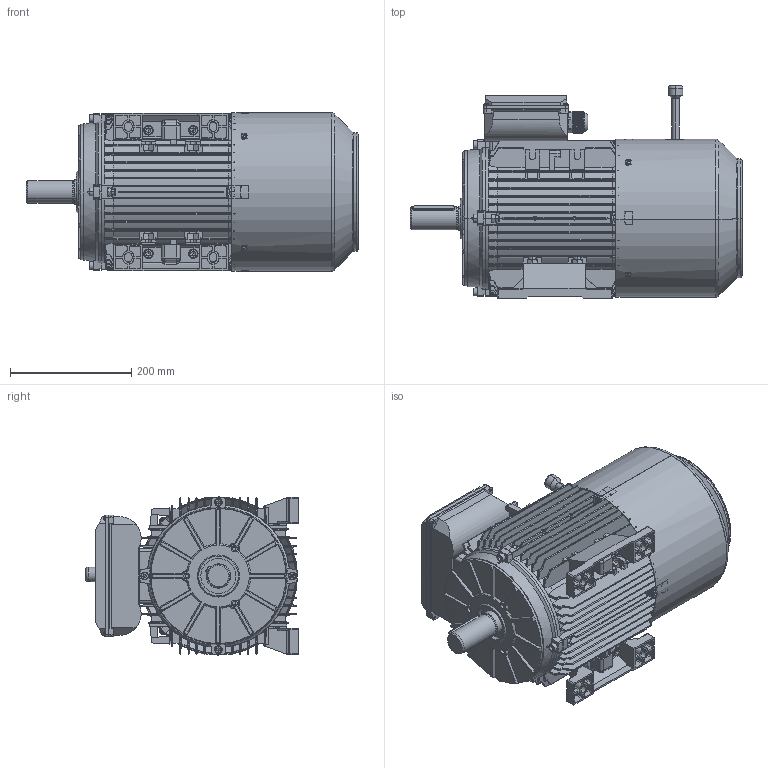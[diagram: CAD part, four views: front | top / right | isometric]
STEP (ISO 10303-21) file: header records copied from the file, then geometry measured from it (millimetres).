
FILE_DESCRIPTION (( 'STEP AP203' ), '1' );
FILE_NAME ('TB132S B3(ML諉盄碟ｊ倰).STEP', '2021-12-02T07:43:06', ( '' ), ( '' ), 'SwSTEP 2.0', 'SolidWorks 2014', '' );
FILE_SCHEMA (( 'CONFIG_CONTROL_DESIGN' ));
Products named in the file (19): TA132ヶ裔1; ML112諉盄碟蚾饜极; Cross recessed thread forming screws GB_GB_CROSS_SCREWS_TYPE138 M5X12-N; Plain parallel keys_GB_CONNECTING_PIECE_KEYS_CSK 10X70; Hexagon nuts grade C GB_GB_FASTENER_NUT_SNC1 M8-N; ML100-ML112諉盄碟釱(臏); TB132S蛌粣; TB132瑞欶; TB132S B3(ML諉盄碟ｊ倰); Hexagon socket head cap screws GB_GB_FASTENER_SCREWS_HSHCS M10X30-N; 112-132堤盄蹟杶; T132S儂褲; Hexagon nuts grade C GB_GB_FASTENER_NUT_SNC1 M10-N; ML100-ML112諉盄碟裔(臏); TB132綴裔; 112怢宒瑞珔; Hexagon socket head cap screws GB_GB_FASTENER_SCREWS_HSHCS M8X35-N; Cross recessed thread forming screws GB_GB_CROSS_SCREWS_TYPE138 M4X10-N; T132S菁褐
Assembly tree (45 placements, depth 3):
  TB132S B3(ML諉盄碟ｊ倰)
    T132S儂褲
    T132S菁褐  x2
    TB132S蛌粣
    TB132綴裔
    Cross recessed thread forming screws GB_GB_CROSS_SCREWS_TYPE138 M5X12-N  x4
    Hexagon socket head cap screws GB_GB_FASTENER_SCREWS_HSHCS M10X30-N  x4
    Hexagon socket head cap screws GB_GB_FASTENER_SCREWS_HSHCS M8X35-N  x8
    Hexagon nuts grade C GB_GB_FASTENER_NUT_SNC1 M8-N  x8
    Hexagon nuts grade C GB_GB_FASTENER_NUT_SNC1 M10-N  x4
    TA132ヶ裔1
    TB132瑞欶
    112怢宒瑞珔
    Plain parallel keys_GB_CONNECTING_PIECE_KEYS_CSK 10X70
    ML112諉盄碟蚾饜极
      112-132堤盄蹟杶
      Cross recessed thread forming screws GB_GB_CROSS_SCREWS_TYPE138 M4X10-N  x4
      ML100-ML112諉盄碟釱(臏)
      ML100-ML112諉盄碟裔(臏)
Bounding box: 548 x 351.21 x 261.08 mm (x, y, z)
Volume: 3856055.6 mm3; surface area: 1973415.6 mm2
Topology: 45 solids, 45 shells, 5646 faces, 15215 edges, 9625 vertices
Faces by surface type: plane 2935, cylinder 1388, bspline 713, cone 389, torus 197, sphere 24
Entity records: 185401 total; most frequent: CARTESIAN_POINT 66317, ORIENTED_EDGE 26466, DIRECTION 21130, EDGE_CURVE 13233, VERTEX_POINT 8487, VECTOR 7394, LINE 7394, AXIS2_PLACEMENT_3D 6868
